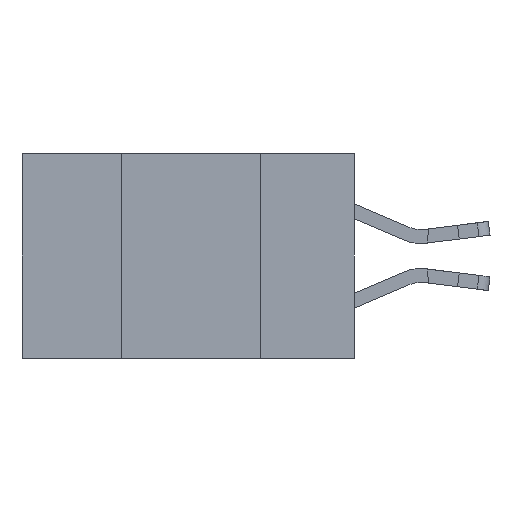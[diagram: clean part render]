
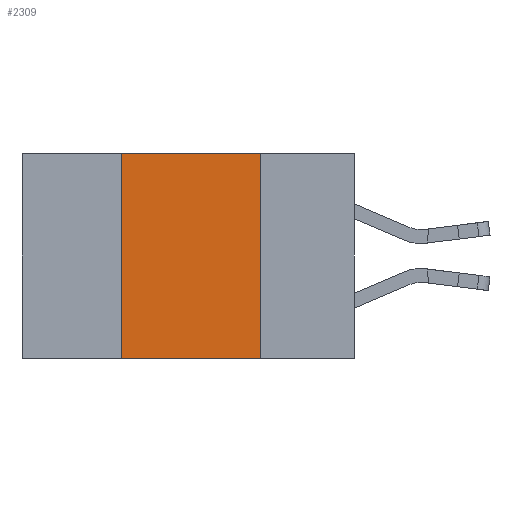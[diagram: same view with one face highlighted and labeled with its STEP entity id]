
A CAD part, left-side view. The second image highlights one B-rep face of the part: STEP entity #2309.
In plain terms, the highlighted planar face has unit normal (-1, 0, 0).
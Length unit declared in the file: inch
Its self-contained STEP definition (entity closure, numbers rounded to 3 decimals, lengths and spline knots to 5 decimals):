
#158 = VERTEX_POINT ( 'NONE', #2377 ) ;
#336 = ORIENTED_EDGE ( 'NONE', *, *, #7304, .T. ) ;
#800 = CARTESIAN_POINT ( 'NONE',  ( 0., 0.17, -0.37 ) ) ;
#1164 = VERTEX_POINT ( 'NONE', #15118 ) ;
#1627 = LINE ( 'NONE', #10637, #9113 ) ;
#1759 = PLANE ( 'NONE',  #5590 ) ;
#1771 = DIRECTION ( 'NONE',  ( 0., -1., 0. ) ) ;
#1858 = CARTESIAN_POINT ( 'NONE',  ( 0., 0.6, -0.37 ) ) ;
#2215 = VECTOR ( 'NONE', #1771, 39.37008 ) ;
#2300 = ORIENTED_EDGE ( 'NONE', *, *, #13401, .F. ) ;
#2309 = ADVANCED_FACE ( 'NONE', ( #11982 ), #1759, .F. ) ;
#2377 = CARTESIAN_POINT ( 'NONE',  ( 0., 0.42, 0. ) ) ;
#2921 = CARTESIAN_POINT ( 'NONE',  ( 0., 0.6, 0. ) ) ;
#3828 = CARTESIAN_POINT ( 'NONE',  ( 0., 0.17, -0.37 ) ) ;
#3907 = DIRECTION ( 'NONE',  ( 0., 0., -1. ) ) ;
#4497 = LINE ( 'NONE', #1858, #2215 ) ;
#5434 = DIRECTION ( 'NONE',  ( 0., 0., 1. ) ) ;
#5590 = AXIS2_PLACEMENT_3D ( 'NONE', #2921, #14408, #15810 ) ;
#6654 = ORIENTED_EDGE ( 'NONE', *, *, #10262, .F. ) ;
#7304 = EDGE_CURVE ( 'NONE', #14878, #15649, #4497, .T. ) ;
#8255 = EDGE_CURVE ( 'NONE', #158, #1164, #10904, .T. ) ;
#8296 = CARTESIAN_POINT ( 'NONE',  ( 0., 0.42, -0.37 ) ) ;
#9113 = VECTOR ( 'NONE', #5434, 39.37008 ) ;
#9171 = VECTOR ( 'NONE', #3907, 39.37008 ) ;
#9822 = DIRECTION ( 'NONE',  ( 0., -1., 0. ) ) ;
#9974 = ORIENTED_EDGE ( 'NONE', *, *, #8255, .F. ) ;
#10262 = EDGE_CURVE ( 'NONE', #14878, #158, #1627, .T. ) ;
#10637 = CARTESIAN_POINT ( 'NONE',  ( 0., 0.42, -0.37 ) ) ;
#10904 = LINE ( 'NONE', #13300, #14728 ) ;
#11708 = EDGE_LOOP ( 'NONE', ( #2300, #9974, #6654, #336 ) ) ;
#11982 = FACE_OUTER_BOUND ( 'NONE', #11708, .T. ) ;
#13300 = CARTESIAN_POINT ( 'NONE',  ( 0., 0.6, 0. ) ) ;
#13401 = EDGE_CURVE ( 'NONE', #1164, #15649, #15240, .T. ) ;
#14408 = DIRECTION ( 'NONE',  ( 1., 0., 0. ) ) ;
#14728 = VECTOR ( 'NONE', #9822, 39.37008 ) ;
#14878 = VERTEX_POINT ( 'NONE', #8296 ) ;
#15118 = CARTESIAN_POINT ( 'NONE',  ( 0., 0.17, 0. ) ) ;
#15240 = LINE ( 'NONE', #3828, #9171 ) ;
#15649 = VERTEX_POINT ( 'NONE', #800 ) ;
#15810 = DIRECTION ( 'NONE',  ( 0., 0., -1. ) ) ;
